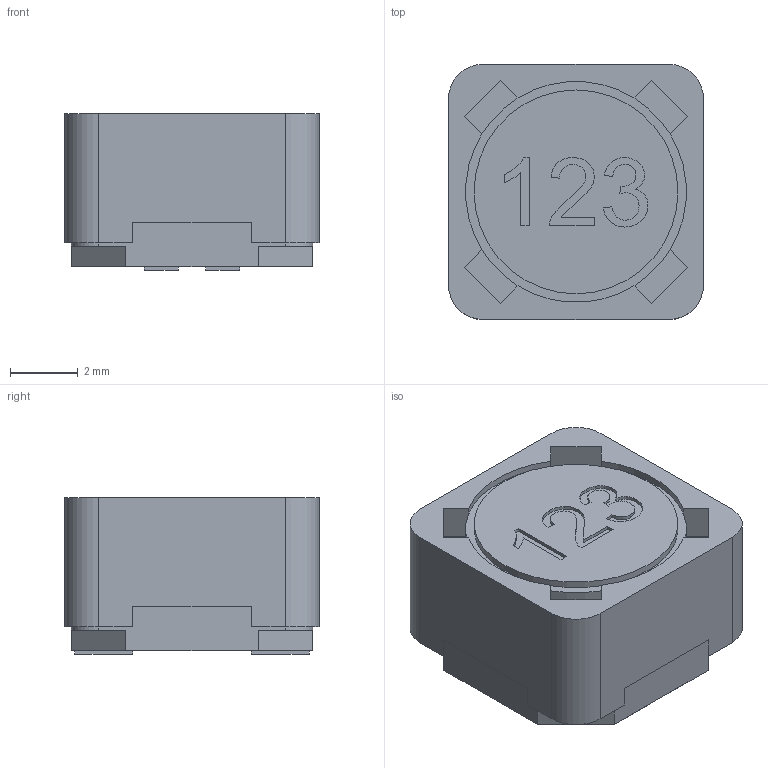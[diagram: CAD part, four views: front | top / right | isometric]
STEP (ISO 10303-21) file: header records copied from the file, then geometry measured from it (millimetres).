
FILE_DESCRIPTION(/* description */ (''),/* implementation_level */ '2;1');
FILE_NAME(/* name */ 'MSD7342.step',/* time_stamp */ '2025-06-18T01:31:00+01:00',/* author */ (''),/* organization */ (''),/* preprocessor_version */ 'ST-DEVELOPER v20.1',/* originating_system */ 'Autodesk Translation Framework v14.10.0.0',/* authorisation */ '');
FILE_SCHEMA (('AUTOMOTIVE_DESIGN { 1 0 10303 214 3 1 1 }'));
Length unit declared in the file: millimetre
Products named in the file (1): MSD7342
Bounding box: 7.5 x 7.5 x 4.6 mm (x, y, z)
Volume: 236.2 mm3; surface area: 266 mm2
Topology: 1 solids, 1 shells, 153 faces, 418 edges, 276 vertices
Faces by surface type: plane 87, bspline 49, cylinder 17
Full cylindrical faces by diameter (mm): 6 x1
Entity records: 5330 total; most frequent: CARTESIAN_POINT 1681, ORIENTED_EDGE 836, DIRECTION 564, EDGE_CURVE 418, LINE 286, VECTOR 286, VERTEX_POINT 276, EDGE_LOOP 162
